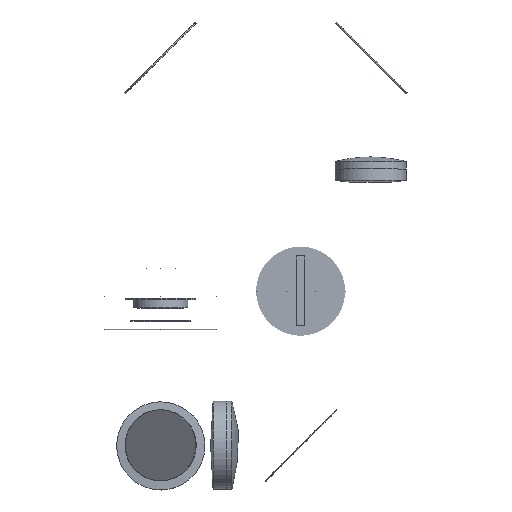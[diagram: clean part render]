
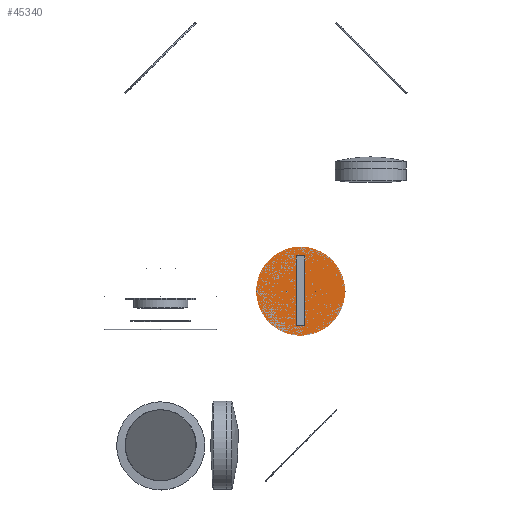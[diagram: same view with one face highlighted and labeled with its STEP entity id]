
A CAD part, top view. The second image highlights one B-rep face of the part: STEP entity #45340.
In plain terms, the highlighted planar face has unit normal (0, 0, 1).
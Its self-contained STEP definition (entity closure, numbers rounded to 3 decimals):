
#44590 = CARTESIAN_POINT ('', (-15.903, 0., -58.051));
#44600 = VERTEX_POINT ('', #44590);
#44660 = CARTESIAN_POINT ('', (15.903, 0., -58.051));
#44670 = VERTEX_POINT ('', #44660);
#44680 = CARTESIAN_POINT ('', (15.903, 0., -58.051));
#44690 = CARTESIAN_POINT ('', (15.903, 15.903, -58.051));
#44700 = CARTESIAN_POINT ('', (0., 15.903, -58.051));
#44710 = CARTESIAN_POINT ('', (-15.903, 15.903, -58.051));
#44720 = CARTESIAN_POINT ('', (-15.903, 0., -58.051));
#44730 = (
   BOUNDED_CURVE ()
   B_SPLINE_CURVE (2, (#44680, #44690, #44700, #44710, #44720), .UNSPECIFIED., .F., .U.)
   B_SPLINE_CURVE_WITH_KNOTS ((3, 2, 3), (0., 1.571, 3.142), .UNSPECIFIED.)
   CURVE ()
   GEOMETRIC_REPRESENTATION_ITEM ()
   RATIONAL_B_SPLINE_CURVE ((1., 0.707, 1., 0.707, 1.))
   REPRESENTATION_ITEM ('')
);
#44740 = EDGE_CURVE ('', #44670, #44600, #44730, .T.);
#44980 = CARTESIAN_POINT ('', (-15.903, 0., -58.051));
#44990 = CARTESIAN_POINT ('', (-15.903, -15.903, -58.051));
#45000 = CARTESIAN_POINT ('', (0., -15.903, -58.051));
#45010 = CARTESIAN_POINT ('', (15.903, -15.903, -58.051));
#45020 = CARTESIAN_POINT ('', (15.903, 0., -58.051));
#45030 = (
   BOUNDED_CURVE ()
   B_SPLINE_CURVE (2, (#44980, #44990, #45000, #45010, #45020), .UNSPECIFIED., .F., .U.)
   B_SPLINE_CURVE_WITH_KNOTS ((3, 2, 3), (3.142, 4.712, 6.283), .UNSPECIFIED.)
   CURVE ()
   GEOMETRIC_REPRESENTATION_ITEM ()
   RATIONAL_B_SPLINE_CURVE ((1., 0.707, 1., 0.707, 1.))
   REPRESENTATION_ITEM ('')
);
#45040 = EDGE_CURVE ('', #44600, #44670, #45030, .T.);
#45250 = ORIENTED_EDGE ('', *, *, #44740, .T.);
#45260 = ORIENTED_EDGE ('', *, *, #45040, .T.);
#45270 = EDGE_LOOP ('', (#45250, #45260));
#45280 = FACE_OUTER_BOUND ('', #45270, .T.);
#45290 = CARTESIAN_POINT ('', (0., 32.647, -58.051));
#45300 = DIRECTION ('', (0., 0., 1.));
#45310 = DIRECTION ('', (-0.707, -0.707, 0.));
#45320 = AXIS2_PLACEMENT_3D ('', #45290, #45300, #45310);
#45330 = PLANE ('', #45320);
#45340 = ADVANCED_FACE ('', (#45280), #45330, .T.);
